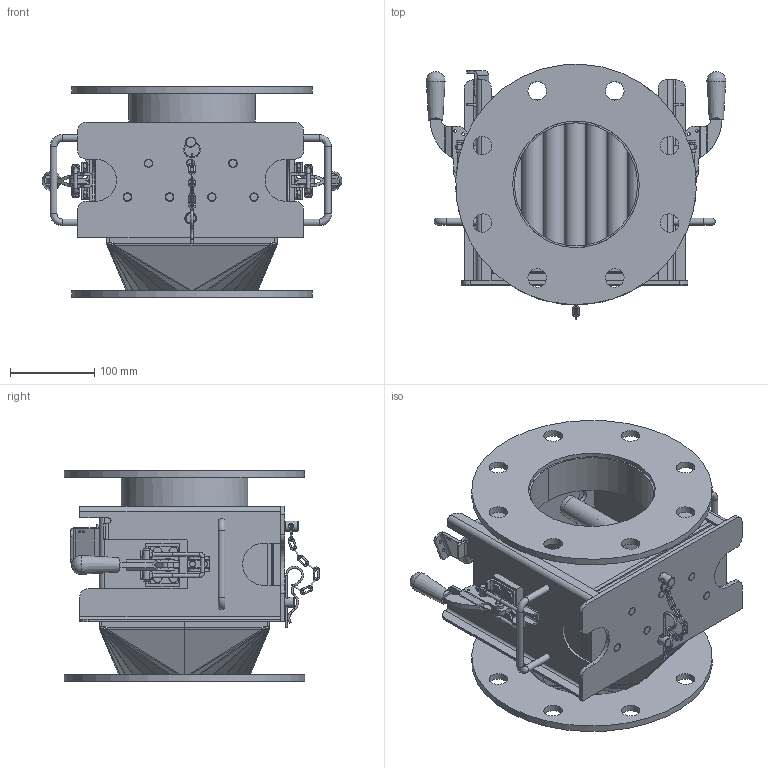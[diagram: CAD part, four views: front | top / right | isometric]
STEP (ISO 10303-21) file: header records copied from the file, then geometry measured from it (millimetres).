
FILE_DESCRIPTION(/* description */ (''),/* implementation_level */ '2;1');
FILE_NAME(/* name */ 'SECF150638 A Customer.stp',/* time_stamp */ '2014-09-09T11:44:35+02:00',/* author */ ('bs'),/* organization */ (''),/* preprocessor_version */ 'ST-DEVELOPER v15.2',/* originating_system */ 'Autodesk Inventor 2014',/* authorisation */ '');
FILE_SCHEMA (('AUTOMOTIVE_DESIGN { 1 0 10303 214 3 1 1 }'));
Products named in the file (1): SECF150638 A Customer
Bounding box: 355.08 x 302.62 x 250 mm (x, y, z)
Volume: 2736695.6 mm3; surface area: 1362991.6 mm2
Topology: 16 solids, 173 shells, 3388 faces, 8336 edges, 5343 vertices
Faces by surface type: plane 1579, bspline 747, cylinder 614, cone 292, torus 154, sphere 2
Full cylindrical faces by diameter (mm): 2 x16, 2.459 x2, 2.5 x3, 3.2 x8, 4 x5, 4.763 x6, 4.826 x10, 4.917 x8, 5 x1, 5.459 x8, 5.588 x4, 6 x10, 6.2 x2, 6.731 x8, 6.858 x4, 7.112 x2, 8 x6, 8.7 x8, 9.525 x2, 9.652 x4, 10 x9, 12 x9, 12.2 x7, 14 x3, 20 x7, 21.5 x7, 21.9 x49, 22 x72, 23 x7, 24 x7
Entity records: 109726 total; most frequent: CARTESIAN_POINT 33762, ORIENTED_EDGE 15330, DIRECTION 12739, EDGE_CURVE 7657, VERTEX_POINT 5226, AXIS2_PLACEMENT_3D 4341, EDGE_LOOP 4333, LINE 4057
